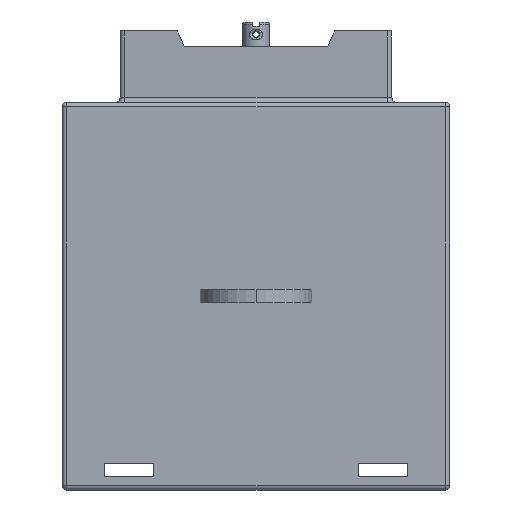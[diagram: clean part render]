
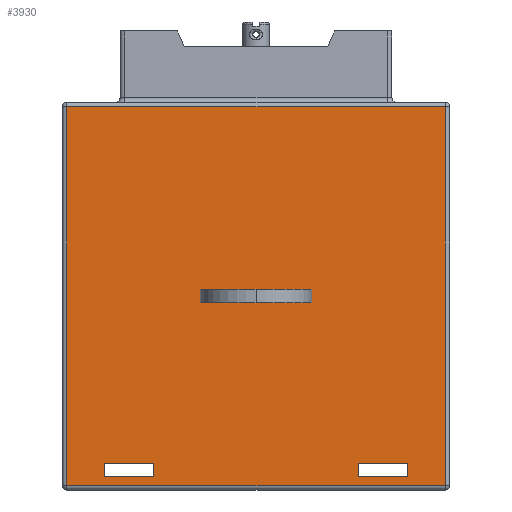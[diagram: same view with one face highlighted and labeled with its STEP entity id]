
A CAD part, front view. The second image highlights one B-rep face of the part: STEP entity #3930.
In plain terms, the highlighted planar face has unit normal (0, -1, 0).
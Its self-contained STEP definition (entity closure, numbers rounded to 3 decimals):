
#11 = DIRECTION ( 'NONE',  ( 0., 0., -1. ) ) ;
#52 = CARTESIAN_POINT ( 'NONE',  ( -43.5, -24., -1. ) ) ;
#100 = ORIENTED_EDGE ( 'NONE', *, *, #2319, .T. ) ;
#113 = CARTESIAN_POINT ( 'NONE',  ( 23., -24., -81. ) ) ;
#146 = CARTESIAN_POINT ( 'NONE',  ( 12.5, -24., -87. ) ) ;
#184 = DIRECTION ( 'NONE',  ( 0., 0., 1. ) ) ;
#201 = VECTOR ( 'NONE', #184, 1000. ) ;
#229 = ORIENTED_EDGE ( 'NONE', *, *, #2967, .F. ) ;
#254 = VECTOR ( 'NONE', #305, 1000. ) ;
#281 = ORIENTED_EDGE ( 'NONE', *, *, #1298, .T. ) ;
#305 = DIRECTION ( 'NONE',  ( 0., 0., 1. ) ) ;
#347 = FACE_OUTER_BOUND ( 'NONE', #5137, .T. ) ;
#354 = VECTOR ( 'NONE', #1265, 1000. ) ;
#361 = CARTESIAN_POINT ( 'NONE',  ( 42.5, -24., -87. ) ) ;
#457 = CARTESIAN_POINT ( 'NONE',  ( 34., -24., -81. ) ) ;
#508 = PLANE ( 'NONE',  #3983 ) ;
#559 = DIRECTION ( 'NONE',  ( -1., 0., 0. ) ) ;
#569 = ORIENTED_EDGE ( 'NONE', *, *, #4934, .T. ) ;
#615 = VECTOR ( 'NONE', #559, 1000. ) ;
#632 = CARTESIAN_POINT ( 'NONE',  ( 43.5, -24., -42. ) ) ;
#757 = EDGE_CURVE ( 'NONE', #4705, #3789, #1084, .T. ) ;
#796 = DIRECTION ( 'NONE',  ( 0., 0., 1. ) ) ;
#875 = CARTESIAN_POINT ( 'NONE',  ( -42.5, -24., -86. ) ) ;
#897 = LINE ( 'NONE', #146, #962 ) ;
#906 = DIRECTION ( 'NONE',  ( -1., 0., 0. ) ) ;
#962 = VECTOR ( 'NONE', #4685, 1000. ) ;
#999 = ORIENTED_EDGE ( 'NONE', *, *, #4645, .T. ) ;
#1009 = CARTESIAN_POINT ( 'NONE',  ( 43.5, -24., -87. ) ) ;
#1013 = CARTESIAN_POINT ( 'NONE',  ( -23., -24., -84. ) ) ;
#1084 = LINE ( 'NONE', #2755, #254 ) ;
#1126 = VECTOR ( 'NONE', #11, 1000. ) ;
#1192 = LINE ( 'NONE', #4422, #4337 ) ;
#1246 = LINE ( 'NONE', #4024, #1126 ) ;
#1248 = ORIENTED_EDGE ( 'NONE', *, *, #1762, .F. ) ;
#1265 = DIRECTION ( 'NONE',  ( 0., 0., -1. ) ) ;
#1298 = EDGE_CURVE ( 'NONE', #5151, #2519, #4805, .T. ) ;
#1332 = VERTEX_POINT ( 'NONE', #3294 ) ;
#1460 = EDGE_CURVE ( 'NONE', #2519, #2770, #897, .T. ) ;
#1496 = LINE ( 'NONE', #4119, #3813 ) ;
#1536 = LINE ( 'NONE', #5104, #201 ) ;
#1561 = DIRECTION ( 'NONE',  ( 0., 0., 1. ) ) ;
#1563 = DIRECTION ( 'NONE',  ( 1., 0., 0. ) ) ;
#1604 = CARTESIAN_POINT ( 'NONE',  ( 34., -24., -84. ) ) ;
#1636 = CARTESIAN_POINT ( 'NONE',  ( -42.5, -24., -87. ) ) ;
#1660 = CARTESIAN_POINT ( 'NONE',  ( 23., -24., -84. ) ) ;
#1752 = VERTEX_POINT ( 'NONE', #1604 ) ;
#1762 = EDGE_CURVE ( 'NONE', #3142, #3208, #3825, .T. ) ;
#1765 = VERTEX_POINT ( 'NONE', #457 ) ;
#1800 = VERTEX_POINT ( 'NONE', #4559 ) ;
#1861 = CARTESIAN_POINT ( 'NONE',  ( 23., -24., -84. ) ) ;
#1870 = ORIENTED_EDGE ( 'NONE', *, *, #2796, .F. ) ;
#1880 = ORIENTED_EDGE ( 'NONE', *, *, #3787, .T. ) ;
#1905 = VECTOR ( 'NONE', #1957, 1000. ) ;
#1957 = DIRECTION ( 'NONE',  ( -1., 0., 0. ) ) ;
#2015 = LINE ( 'NONE', #3374, #5144 ) ;
#2033 = CARTESIAN_POINT ( 'NONE',  ( -12.5, -24., -87. ) ) ;
#2076 = LINE ( 'NONE', #4999, #2385 ) ;
#2089 = FACE_BOUND ( 'NONE', #4384, .T. ) ;
#2092 = DIRECTION ( 'NONE',  ( 0., 0., -1. ) ) ;
#2110 = EDGE_CURVE ( 'NONE', #1800, #5151, #2994, .T. ) ;
#2114 = CARTESIAN_POINT ( 'NONE',  ( 12.5, -24., -45. ) ) ;
#2127 = DIRECTION ( 'NONE',  ( 1., 0., 0. ) ) ;
#2130 = DIRECTION ( 'NONE',  ( 0., 0., 1. ) ) ;
#2210 = CARTESIAN_POINT ( 'NONE',  ( -34., -24., -81. ) ) ;
#2302 = EDGE_CURVE ( 'NONE', #1765, #3142, #3245, .T. ) ;
#2319 = EDGE_CURVE ( 'NONE', #3072, #4639, #1192, .T. ) ;
#2385 = VECTOR ( 'NONE', #906, 1000. ) ;
#2453 = CARTESIAN_POINT ( 'NONE',  ( -23., -24., -81. ) ) ;
#2519 = VERTEX_POINT ( 'NONE', #3359 ) ;
#2522 = FACE_BOUND ( 'NONE', #4570, .T. ) ;
#2551 = CARTESIAN_POINT ( 'NONE',  ( -12.5, -24., -42. ) ) ;
#2616 = VECTOR ( 'NONE', #2092, 1000. ) ;
#2755 = CARTESIAN_POINT ( 'NONE',  ( -23., -24., -84. ) ) ;
#2770 = VERTEX_POINT ( 'NONE', #2114 ) ;
#2796 = EDGE_CURVE ( 'NONE', #3208, #1752, #1496, .T. ) ;
#2919 = DIRECTION ( 'NONE',  ( 1., 0., 0. ) ) ;
#2967 = EDGE_CURVE ( 'NONE', #5220, #4512, #1246, .T. ) ;
#2991 = CARTESIAN_POINT ( 'NONE',  ( -23., -24., -81. ) ) ;
#2994 = LINE ( 'NONE', #2033, #4932 ) ;
#2998 = EDGE_LOOP ( 'NONE', ( #1870, #1248, #5253, #4506 ) ) ;
#3072 = VERTEX_POINT ( 'NONE', #875 ) ;
#3086 = LINE ( 'NONE', #361, #3154 ) ;
#3138 = CARTESIAN_POINT ( 'NONE',  ( 42.5, -24., -86. ) ) ;
#3142 = VERTEX_POINT ( 'NONE', #113 ) ;
#3154 = VECTOR ( 'NONE', #1561, 1000. ) ;
#3208 = VERTEX_POINT ( 'NONE', #1861 ) ;
#3245 = LINE ( 'NONE', #3248, #1905 ) ;
#3248 = CARTESIAN_POINT ( 'NONE',  ( 23., -24., -81. ) ) ;
#3271 = ORIENTED_EDGE ( 'NONE', *, *, #4882, .F. ) ;
#3294 = CARTESIAN_POINT ( 'NONE',  ( -42.5, -24., -1. ) ) ;
#3359 = CARTESIAN_POINT ( 'NONE',  ( 12.5, -24., -42. ) ) ;
#3374 = CARTESIAN_POINT ( 'NONE',  ( -23., -24., -84. ) ) ;
#3402 = ORIENTED_EDGE ( 'NONE', *, *, #2110, .T. ) ;
#3559 = ORIENTED_EDGE ( 'NONE', *, *, #4102, .F. ) ;
#3630 = VERTEX_POINT ( 'NONE', #4781 ) ;
#3665 = ORIENTED_EDGE ( 'NONE', *, *, #1460, .T. ) ;
#3782 = DIRECTION ( 'NONE',  ( 0., 1., 0. ) ) ;
#3787 = EDGE_CURVE ( 'NONE', #1332, #3072, #4713, .T. ) ;
#3789 = VERTEX_POINT ( 'NONE', #2453 ) ;
#3813 = VECTOR ( 'NONE', #2127, 1000. ) ;
#3825 = LINE ( 'NONE', #1660, #2616 ) ;
#3905 = DIRECTION ( 'NONE',  ( 1., 0., 0. ) ) ;
#3930 = ADVANCED_FACE ( 'NONE', ( #2522, #5223, #347, #2089 ), #508, .F. ) ;
#3983 = AXIS2_PLACEMENT_3D ( 'NONE', #1009, #3782, #2130 ) ;
#4024 = CARTESIAN_POINT ( 'NONE',  ( -34., -24., -84. ) ) ;
#4102 = EDGE_CURVE ( 'NONE', #3789, #5220, #4974, .T. ) ;
#4119 = CARTESIAN_POINT ( 'NONE',  ( 23., -24., -84. ) ) ;
#4337 = VECTOR ( 'NONE', #1563, 1000. ) ;
#4341 = ORIENTED_EDGE ( 'NONE', *, *, #757, .F. ) ;
#4384 = EDGE_LOOP ( 'NONE', ( #4954, #3402, #281, #3665 ) ) ;
#4422 = CARTESIAN_POINT ( 'NONE',  ( 43.5, -24., -86. ) ) ;
#4505 = CARTESIAN_POINT ( 'NONE',  ( -34., -24., -84. ) ) ;
#4506 = ORIENTED_EDGE ( 'NONE', *, *, #5185, .F. ) ;
#4509 = VECTOR ( 'NONE', #3905, 1000. ) ;
#4512 = VERTEX_POINT ( 'NONE', #4505 ) ;
#4559 = CARTESIAN_POINT ( 'NONE',  ( -12.5, -24., -45. ) ) ;
#4570 = EDGE_LOOP ( 'NONE', ( #3559, #4341, #3271, #229 ) ) ;
#4639 = VERTEX_POINT ( 'NONE', #3138 ) ;
#4645 = EDGE_CURVE ( 'NONE', #4639, #3630, #3086, .T. ) ;
#4685 = DIRECTION ( 'NONE',  ( 0., 0., -1. ) ) ;
#4705 = VERTEX_POINT ( 'NONE', #1013 ) ;
#4713 = LINE ( 'NONE', #1636, #354 ) ;
#4781 = CARTESIAN_POINT ( 'NONE',  ( 42.5, -24., -1. ) ) ;
#4805 = LINE ( 'NONE', #632, #4509 ) ;
#4823 = VECTOR ( 'NONE', #5005, 1000. ) ;
#4882 = EDGE_CURVE ( 'NONE', #4512, #4705, #2015, .T. ) ;
#4887 = LINE ( 'NONE', #52, #4823 ) ;
#4932 = VECTOR ( 'NONE', #796, 1000. ) ;
#4934 = EDGE_CURVE ( 'NONE', #3630, #1332, #4887, .T. ) ;
#4954 = ORIENTED_EDGE ( 'NONE', *, *, #5160, .T. ) ;
#4974 = LINE ( 'NONE', #2991, #615 ) ;
#4999 = CARTESIAN_POINT ( 'NONE',  ( 43.5, -24., -45. ) ) ;
#5005 = DIRECTION ( 'NONE',  ( -1., 0., 0. ) ) ;
#5104 = CARTESIAN_POINT ( 'NONE',  ( 34., -24., -84. ) ) ;
#5137 = EDGE_LOOP ( 'NONE', ( #569, #1880, #100, #999 ) ) ;
#5144 = VECTOR ( 'NONE', #2919, 1000. ) ;
#5151 = VERTEX_POINT ( 'NONE', #2551 ) ;
#5160 = EDGE_CURVE ( 'NONE', #2770, #1800, #2076, .T. ) ;
#5185 = EDGE_CURVE ( 'NONE', #1752, #1765, #1536, .T. ) ;
#5220 = VERTEX_POINT ( 'NONE', #2210 ) ;
#5223 = FACE_BOUND ( 'NONE', #2998, .T. ) ;
#5253 = ORIENTED_EDGE ( 'NONE', *, *, #2302, .F. ) ;
